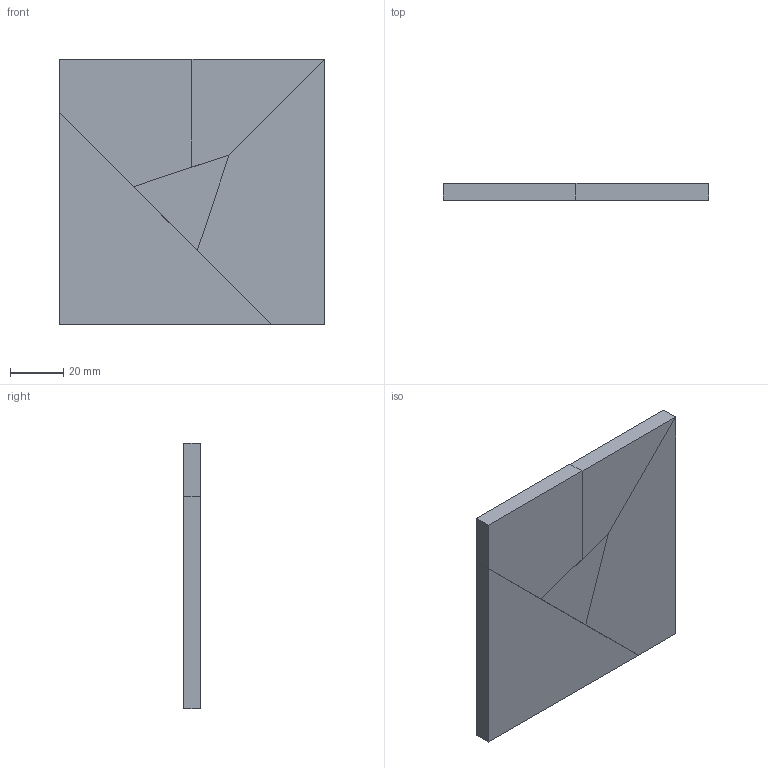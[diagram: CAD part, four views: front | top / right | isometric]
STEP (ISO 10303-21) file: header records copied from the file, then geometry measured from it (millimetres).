
FILE_DESCRIPTION (( 'STEP AP214' ), '1' );
FILE_NAME ('puzzle_1c_modified 2 sw again.STEP', '2017-07-07T12:04:55', ( '' ), ( '' ), 'SwSTEP 2.0', 'SolidWorks 2016', '' );
FILE_SCHEMA (( 'AUTOMOTIVE_DESIGN' ));
Length unit declared in the file: millimetre
Products named in the file (8): A; E; C; D; B; New BCE; New AD; puzzle_1c_modified 2 sw again
Assembly tree (7 placements, depth 3):
  puzzle_1c_modified 2 sw again
    New AD
      A
      D
    New BCE
      B
      C
      E
Bounding box: 100 x 6.4 x 100 mm (x, y, z)
Volume: 64000 mm3; surface area: 26151.8 mm2
Topology: 5 solids, 5 shells, 30 faces, 60 edges, 40 vertices
Faces by surface type: plane 30
Entity records: 1386 total; most frequent: DIRECTION 144, CARTESIAN_POINT 142, ORIENTED_EDGE 120, EDGE_CURVE 60, VECTOR 60, LINE 60, UNCERTAINTY_MEASURE_WITH_UNIT 48, AXIS2_PLACEMENT_3D 42
